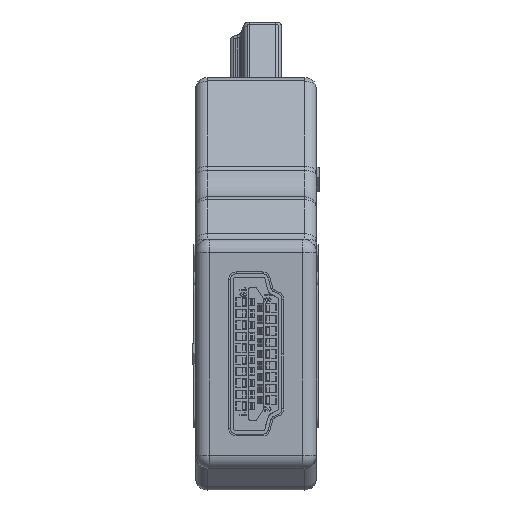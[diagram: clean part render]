
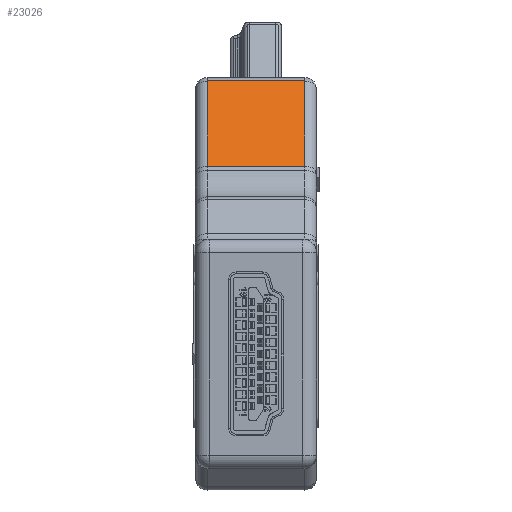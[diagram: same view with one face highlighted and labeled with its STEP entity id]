
A CAD part, left-side view. The second image highlights one B-rep face of the part: STEP entity #23026.
In plain terms, the highlighted face is planar.
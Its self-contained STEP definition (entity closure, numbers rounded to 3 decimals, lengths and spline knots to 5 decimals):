
#10972 = EDGE_CURVE ( 'NONE', #28920, #28907, #91430, .T. ) ;
#10990 = EDGE_CURVE ( 'NONE', #28886, #28920, #91457, .T. ) ;
#18732 = ORIENTED_EDGE ( 'NONE', *, *, #32165, .T. ) ;
#23026 = ADVANCED_FACE ( 'NONE', ( #23618 ), #37968, .F. ) ;
#23618 = FACE_OUTER_BOUND ( 'NONE', #56129, .T. ) ;
#28886 = VERTEX_POINT ( 'NONE', #69899 ) ;
#28907 = VERTEX_POINT ( 'NONE', #69920 ) ;
#28920 = VERTEX_POINT ( 'NONE', #69932 ) ;
#28929 = VERTEX_POINT ( 'NONE', #69941 ) ;
#32165 = EDGE_CURVE ( 'NONE', #28907, #28929, #92223, .T. ) ;
#32168 = EDGE_CURVE ( 'NONE', #28929, #28886, #92227, .T. ) ;
#37963 = CARTESIAN_POINT ( 'NONE',  ( 0.39173, 0.20669, 0. ) ) ;
#37968 = PLANE ( 'NONE',  #47698 ) ;
#40130 = ORIENTED_EDGE ( 'NONE', *, *, #10972, .T. ) ;
#40132 = ORIENTED_EDGE ( 'NONE', *, *, #10990, .T. ) ;
#40192 = ORIENTED_EDGE ( 'NONE', *, *, #32168, .T. ) ;
#47698 = AXIS2_PLACEMENT_3D ( 'NONE', #37963, #58648, #58649 ) ;
#56129 = EDGE_LOOP ( 'NONE', ( #40132, #40130, #18732, #40192 ) ) ;
#56329 = CARTESIAN_POINT ( 'NONE',  ( 0.39173, 0.20669, 0.45018 ) ) ;
#56331 = DIRECTION ( 'NONE',  ( 0., -1., 0. ) ) ;
#56374 = CARTESIAN_POINT ( 'NONE',  ( 0.39173, 0.16669, 0. ) ) ;
#56375 = DIRECTION ( 'NONE',  ( 0., 0., 1. ) ) ;
#58648 = DIRECTION ( 'NONE',  ( -1., 0., 0. ) ) ;
#58649 = DIRECTION ( 'NONE',  ( 0., 0., 1. ) ) ;
#69899 = CARTESIAN_POINT ( 'NONE',  ( 0.39173, 0.16669, 0.04 ) ) ;
#69920 = CARTESIAN_POINT ( 'NONE',  ( 0.39173, -0.16669, 0.45018 ) ) ;
#69932 = CARTESIAN_POINT ( 'NONE',  ( 0.39173, 0.16669, 0.45018 ) ) ;
#69941 = CARTESIAN_POINT ( 'NONE',  ( 0.39173, -0.16669, 0.04 ) ) ;
#73410 = CARTESIAN_POINT ( 'NONE',  ( 0.39173, -0.16669, 0. ) ) ;
#73413 = DIRECTION ( 'NONE',  ( 0., 0., -1. ) ) ;
#73415 = CARTESIAN_POINT ( 'NONE',  ( 0.39173, 0.20669, 0.04 ) ) ;
#73418 = DIRECTION ( 'NONE',  ( 0., 1., 0. ) ) ;
#91430 = LINE ( 'NONE', #56329, #91433 ) ;
#91433 = VECTOR ( 'NONE', #56331, 39.37008 ) ;
#91457 = LINE ( 'NONE', #56374, #91460 ) ;
#91460 = VECTOR ( 'NONE', #56375, 39.37008 ) ;
#92223 = LINE ( 'NONE', #73410, #92228 ) ;
#92227 = LINE ( 'NONE', #73415, #92232 ) ;
#92228 = VECTOR ( 'NONE', #73413, 39.37008 ) ;
#92232 = VECTOR ( 'NONE', #73418, 39.37008 ) ;
